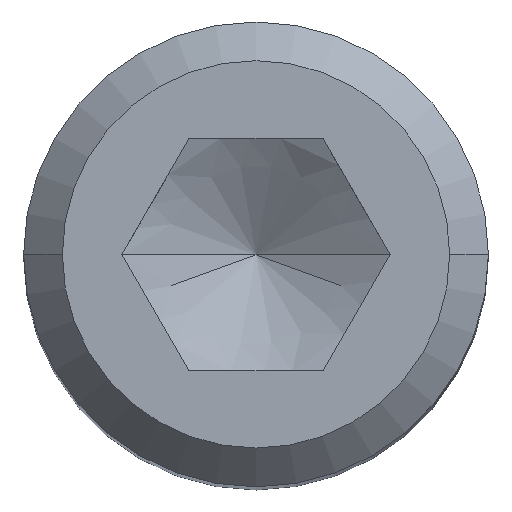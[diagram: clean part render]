
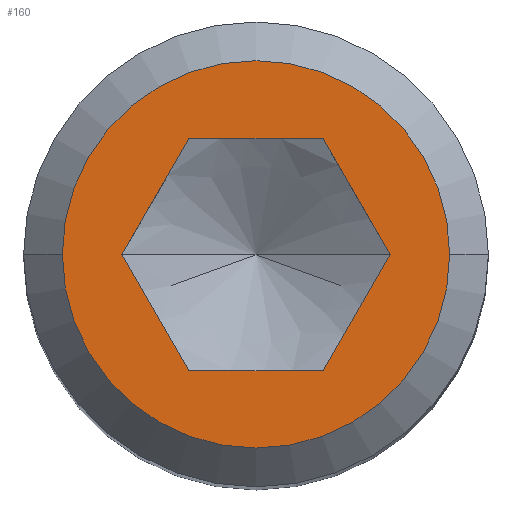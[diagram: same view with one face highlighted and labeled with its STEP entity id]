
A CAD part, top view. The second image highlights one B-rep face of the part: STEP entity #160.
In plain terms, the highlighted planar face has unit normal (0, 0, 1).
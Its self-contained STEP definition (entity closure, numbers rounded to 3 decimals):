
#112=EDGE_CURVE('',#120,#220,#298,.T.);
#116=VERTEX_POINT('',#302);
#120=VERTEX_POINT('',#306);
#136=EDGE_CURVE('',#140,#120,#324,.T.);
#140=VERTEX_POINT('',#328);
#158=EDGE_CURVE('',#198,#172,#348,.T.);
#160=ADVANCED_FACE('',(#350,#351),#352,.T.);
#172=VERTEX_POINT('',#364);
#174=EDGE_CURVE('',#116,#238,#366,.T.);
#192=EDGE_CURVE('',#228,#198,#387,.T.);
#198=VERTEX_POINT('',#393);
#202=EDGE_CURVE('',#172,#140,#397,.T.);
#208=EDGE_CURVE('',#238,#116,#404,.T.);
#214=EDGE_CURVE('',#220,#228,#411,.T.);
#220=VERTEX_POINT('',#417);
#228=VERTEX_POINT('',#425);
#238=VERTEX_POINT('',#438);
#298=LINE('',#493,#494);
#302=CARTESIAN_POINT('',(2.5,0.,30.0));
#306=CARTESIAN_POINT('',(0.866,1.5,30.));
#324=LINE('',#545,#546);
#328=CARTESIAN_POINT('',(-0.866,1.5,30.));
#348=LINE('',#586,#587);
#350=FACE_BOUND('',#589,.T.);
#351=FACE_OUTER_BOUND('',#590,.T.);
#352=PLANE('',#591);
#364=CARTESIAN_POINT('',(-1.732,0.0,30.));
#366=CIRCLE('',#613,2.5);
#387=LINE('',#641,#642);
#393=CARTESIAN_POINT('',(-0.866,-1.5,30.));
#397=LINE('',#666,#667);
#404=CIRCLE('',#677,2.5);
#411=LINE('',#685,#686);
#417=CARTESIAN_POINT('',(1.732,0.0,30.));
#425=CARTESIAN_POINT('',(0.866,-1.5,30.));
#438=CARTESIAN_POINT('',(-2.5,0.,30.0));
#493=CARTESIAN_POINT('',(1.516,0.375,30.));
#494=VECTOR('',#805,1.0);
#545=CARTESIAN_POINT('',(0.433,1.5,30.));
#546=VECTOR('',#824,1.0);
#586=CARTESIAN_POINT('',(-1.516,-0.375,30.));
#587=VECTOR('',#847,1.0);
#589=EDGE_LOOP('',(#849,#850,#851,#852,#853,#854));
#590=EDGE_LOOP('',(#855,#856));
#591=AXIS2_PLACEMENT_3D('',#857,#858,#859);
#613=AXIS2_PLACEMENT_3D('',#866,#867,#868);
#641=CARTESIAN_POINT('',(-0.433,-1.5,30.));
#642=VECTOR('',#900,1.0);
#666=CARTESIAN_POINT('',(-1.083,1.125,30.));
#667=VECTOR('',#905,1.0);
#677=AXIS2_PLACEMENT_3D('',#915,#916,#917);
#685=CARTESIAN_POINT('',(1.083,-1.125,30.));
#686=VECTOR('',#926,1.0);
#805=DIRECTION('',(0.5,-0.866,0.0));
#824=DIRECTION('',(1.0,0.0,0.0));
#847=DIRECTION('',(-0.5,0.866,0.0));
#849=ORIENTED_EDGE('',*,*,#158,.T.);
#850=ORIENTED_EDGE('',*,*,#202,.T.);
#851=ORIENTED_EDGE('',*,*,#136,.T.);
#852=ORIENTED_EDGE('',*,*,#112,.T.);
#853=ORIENTED_EDGE('',*,*,#214,.T.);
#854=ORIENTED_EDGE('',*,*,#192,.T.);
#855=ORIENTED_EDGE('',*,*,#208,.T.);
#856=ORIENTED_EDGE('',*,*,#174,.T.);
#857=CARTESIAN_POINT('',(-1.25,0.,30.0));
#858=DIRECTION('',(0.,0.,1.0));
#859=DIRECTION('',(-1.0,0.,0.0));
#866=CARTESIAN_POINT('',(0.,0.,30.0));
#867=DIRECTION('',(0.,0.,1.0));
#868=DIRECTION('',(-1.0,0.,0.));
#900=DIRECTION('',(-1.0,0.0,0.0));
#905=DIRECTION('',(0.5,0.866,0.0));
#915=CARTESIAN_POINT('',(0.,0.,30.0));
#916=DIRECTION('',(0.,0.,1.0));
#917=DIRECTION('',(-1.0,0.,0.));
#926=DIRECTION('',(-0.5,-0.866,0.0));
